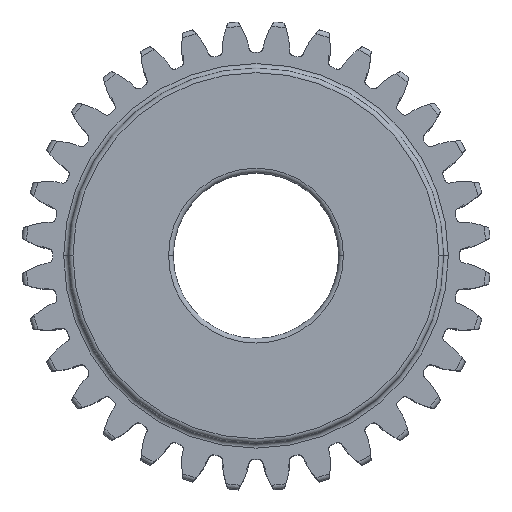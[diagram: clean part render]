
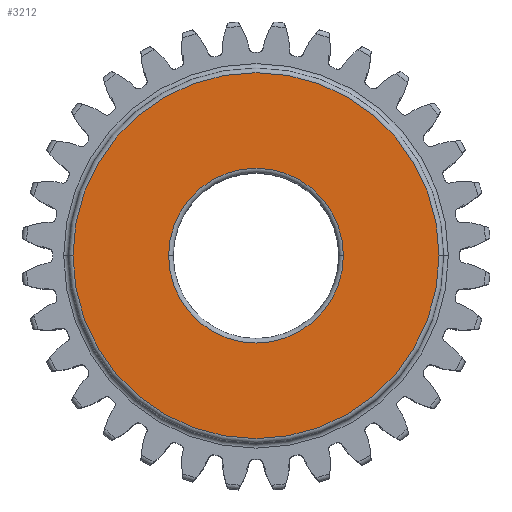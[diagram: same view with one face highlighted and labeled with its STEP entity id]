
A CAD part, top view. The second image highlights one B-rep face of the part: STEP entity #3212.
In plain terms, the highlighted planar face has unit normal (0, 0, 1).
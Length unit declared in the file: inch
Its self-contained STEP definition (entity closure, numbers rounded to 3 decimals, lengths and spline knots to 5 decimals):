
#479 = DIRECTION ( 'NONE',  ( 1., 0., 0. ) ) ;
#726 = VERTEX_POINT ( 'NONE', #12721 ) ;
#1010 = CARTESIAN_POINT ( 'NONE',  ( 0., 0., 0.625 ) ) ;
#1174 = DIRECTION ( 'NONE',  ( 0., 0., -1. ) ) ;
#1468 = CIRCLE ( 'NONE', #10730, 0.82903 ) ;
#1998 = DIRECTION ( 'NONE',  ( 1., 0., 0. ) ) ;
#2402 = CARTESIAN_POINT ( 'NONE',  ( 0., 0., 0.625 ) ) ;
#2669 = AXIS2_PLACEMENT_3D ( 'NONE', #1010, #1174, #16093 ) ;
#2808 = CARTESIAN_POINT ( 'NONE',  ( 0., 0., 0.625 ) ) ;
#2838 = EDGE_CURVE ( 'NONE', #8031, #3071, #12749, .T. ) ;
#3049 = EDGE_CURVE ( 'NONE', #5320, #726, #6063, .T. ) ;
#3071 = VERTEX_POINT ( 'NONE', #3769 ) ;
#3212 = ADVANCED_FACE ( 'NONE', ( #16307, #10774 ), #9204, .T. ) ;
#3269 = ORIENTED_EDGE ( 'NONE', *, *, #2838, .T. ) ;
#3523 = AXIS2_PLACEMENT_3D ( 'NONE', #2808, #5402, #479 ) ;
#3769 = CARTESIAN_POINT ( 'NONE',  ( -0.82903, 0., 0.625 ) ) ;
#4476 = ORIENTED_EDGE ( 'NONE', *, *, #3049, .T. ) ;
#4596 = DIRECTION ( 'NONE',  ( 1., 0., 0. ) ) ;
#4728 = EDGE_CURVE ( 'NONE', #726, #5320, #14683, .T. ) ;
#5003 = DIRECTION ( 'NONE',  ( 0., 0., 1. ) ) ;
#5320 = VERTEX_POINT ( 'NONE', #12504 ) ;
#5402 = DIRECTION ( 'NONE',  ( 0., 0., 1. ) ) ;
#6063 = CIRCLE ( 'NONE', #2669, 0.39597 ) ;
#6140 = EDGE_CURVE ( 'NONE', #3071, #8031, #1468, .T. ) ;
#7026 = DIRECTION ( 'NONE',  ( 0., 0., -1. ) ) ;
#7493 = EDGE_LOOP ( 'NONE', ( #3269, #12813 ) ) ;
#7767 = EDGE_LOOP ( 'NONE', ( #4476, #8682 ) ) ;
#7842 = AXIS2_PLACEMENT_3D ( 'NONE', #2402, #5003, #15007 ) ;
#7859 = CARTESIAN_POINT ( 'NONE',  ( 0.82903, 0., 0.625 ) ) ;
#8031 = VERTEX_POINT ( 'NONE', #7859 ) ;
#8682 = ORIENTED_EDGE ( 'NONE', *, *, #4728, .T. ) ;
#9204 = PLANE ( 'NONE',  #3523 ) ;
#9557 = CARTESIAN_POINT ( 'NONE',  ( 0., 0., 0.625 ) ) ;
#9570 = CARTESIAN_POINT ( 'NONE',  ( 0., 0., 0.625 ) ) ;
#10730 = AXIS2_PLACEMENT_3D ( 'NONE', #9570, #15948, #4596 ) ;
#10774 = FACE_OUTER_BOUND ( 'NONE', #7493, .T. ) ;
#12504 = CARTESIAN_POINT ( 'NONE',  ( 0.39597, 0., 0.625 ) ) ;
#12721 = CARTESIAN_POINT ( 'NONE',  ( -0.39597, 0., 0.625 ) ) ;
#12749 = CIRCLE ( 'NONE', #7842, 0.82903 ) ;
#12813 = ORIENTED_EDGE ( 'NONE', *, *, #6140, .T. ) ;
#14683 = CIRCLE ( 'NONE', #15532, 0.39597 ) ;
#15007 = DIRECTION ( 'NONE',  ( 1., 0., 0. ) ) ;
#15532 = AXIS2_PLACEMENT_3D ( 'NONE', #9557, #7026, #1998 ) ;
#15948 = DIRECTION ( 'NONE',  ( 0., 0., 1. ) ) ;
#16093 = DIRECTION ( 'NONE',  ( 1., 0., 0. ) ) ;
#16307 = FACE_BOUND ( 'NONE', #7767, .T. ) ;
